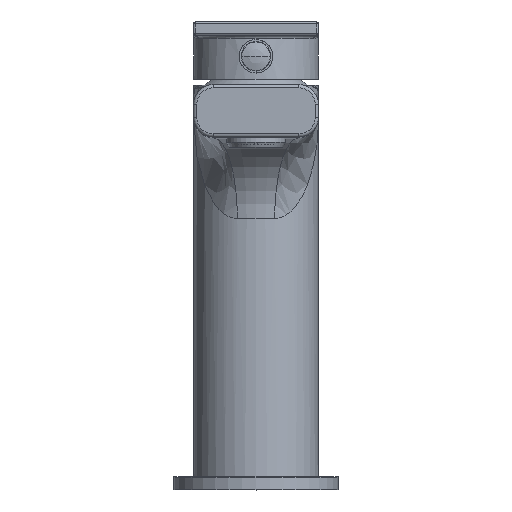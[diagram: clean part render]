
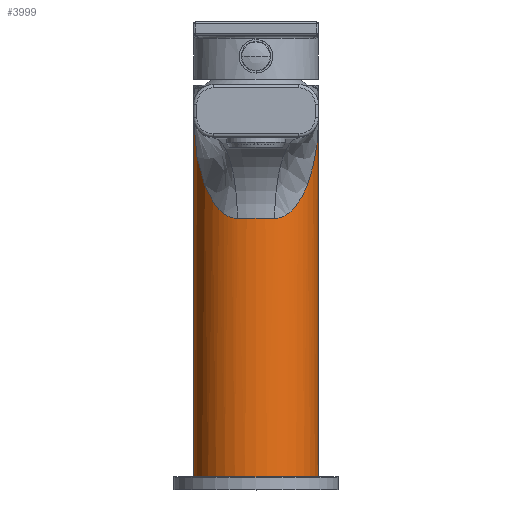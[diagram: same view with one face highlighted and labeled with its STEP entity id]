
A CAD part, top view. The second image highlights one B-rep face of the part: STEP entity #3999.
In plain terms, the highlighted cylindrical face has radius 19 mm (diameter 38 mm), a partial arc.
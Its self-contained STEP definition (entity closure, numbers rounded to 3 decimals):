
#15=DIRECTION('',(0.,1.,0.));
#16=VECTOR('',#15,109.);
#17=CARTESIAN_POINT('',(19.,0.,0.));
#18=LINE('',#17,#16);
#19=CARTESIAN_POINT('',(0.,0.,0.));
#20=DIRECTION('',(0.,-1.,0.));
#21=DIRECTION('',(1.,0.,0.));
#22=AXIS2_PLACEMENT_3D('',#19,#20,#21);
#24=DIRECTION('',(0.,1.,0.));
#25=VECTOR('',#24,109.);
#26=CARTESIAN_POINT('',(-19.,0.,0.));
#27=LINE('',#26,#25);
#28=CARTESIAN_POINT('',(-19.,109.,0.));
#29=CARTESIAN_POINT('',(-19.,107.939,0.553));
#30=CARTESIAN_POINT('',(-18.952,105.917,1.608));
#31=CARTESIAN_POINT('',(-18.773,103.195,3.031));
#32=CARTESIAN_POINT('',(-18.518,100.752,4.314));
#33=CARTESIAN_POINT('',(-18.198,98.491,5.506));
#34=CARTESIAN_POINT('',(-17.807,96.307,6.666));
#35=CARTESIAN_POINT('',(-17.331,94.154,7.82));
#36=CARTESIAN_POINT('',(-16.777,92.073,8.947));
#37=CARTESIAN_POINT('',(-16.161,90.13,10.015));
#38=CARTESIAN_POINT('',(-15.516,88.396,10.985));
#39=CARTESIAN_POINT('',(-14.876,86.906,11.834));
#40=CARTESIAN_POINT('',(-14.248,85.624,12.581));
#41=CARTESIAN_POINT('',(-13.615,84.482,13.263));
#42=CARTESIAN_POINT('',(-12.971,83.456,13.893));
#43=CARTESIAN_POINT('',(-12.335,82.563,14.46));
#44=CARTESIAN_POINT('',(-11.719,81.801,14.962));
#45=CARTESIAN_POINT('',(-11.114,81.141,15.417));
#46=CARTESIAN_POINT('',(-10.492,80.547,15.846));
#47=CARTESIAN_POINT('',(-9.831,80.004,16.265));
#48=CARTESIAN_POINT('',(-9.13,79.525,16.669));
#49=CARTESIAN_POINT('',(-8.387,79.119,17.056));
#50=CARTESIAN_POINT('',(-7.605,78.802,17.419));
#51=CARTESIAN_POINT('',(-6.745,78.572,17.772));
#52=CARTESIAN_POINT('',(-6.051,78.5,18.015));
#53=CARTESIAN_POINT('',(-5.678,78.5,18.132));
#55=CARTESIAN_POINT('',(0.,78.5,0.));
#56=DIRECTION('',(0.,1.,0.));
#57=DIRECTION('',(-0.299,0.,0.954));
#58=AXIS2_PLACEMENT_3D('',#55,#56,#57);
#60=CARTESIAN_POINT('',(5.678,78.5,18.132));
#61=CARTESIAN_POINT('',(6.044,78.5,18.017));
#62=CARTESIAN_POINT('',(6.749,78.569,17.772));
#63=CARTESIAN_POINT('',(7.717,78.833,17.372));
#64=CARTESIAN_POINT('',(8.634,79.236,16.935));
#65=CARTESIAN_POINT('',(9.492,79.754,16.468));
#66=CARTESIAN_POINT('',(10.287,80.363,15.983));
#67=CARTESIAN_POINT('',(11.025,81.045,15.483));
#68=CARTESIAN_POINT('',(11.739,81.819,14.949));
#69=CARTESIAN_POINT('',(12.454,82.718,14.359));
#70=CARTESIAN_POINT('',(13.155,83.732,13.721));
#71=CARTESIAN_POINT('',(13.829,84.85,13.041));
#72=CARTESIAN_POINT('',(14.503,86.12,12.29));
#73=CARTESIAN_POINT('',(15.204,87.637,11.415));
#74=CARTESIAN_POINT('',(15.91,89.418,10.411));
#75=CARTESIAN_POINT('',(16.561,91.353,9.341));
#76=CARTESIAN_POINT('',(17.134,93.373,8.241));
#77=CARTESIAN_POINT('',(17.631,95.463,7.117));
#78=CARTESIAN_POINT('',(18.059,97.653,5.95));
#79=CARTESIAN_POINT('',(18.427,100.02,4.699));
#80=CARTESIAN_POINT('',(18.73,102.674,3.304));
#81=CARTESIAN_POINT('',(18.944,105.655,1.745));
#82=CARTESIAN_POINT('',(19.,107.851,0.599));
#83=CARTESIAN_POINT('',(19.,109.,0.));
#3425=CARTESIAN_POINT('',(19.,0.,0.));
#3426=CARTESIAN_POINT('',(-19.,0.,0.));
#3427=VERTEX_POINT('',#3425);
#3428=VERTEX_POINT('',#3426);
#3429=CARTESIAN_POINT('',(19.,109.,0.));
#3430=VERTEX_POINT('',#3429);
#3431=CARTESIAN_POINT('',(-19.,109.,0.));
#3432=VERTEX_POINT('',#3431);
#3433=VERTEX_POINT('',#60);
#3435=CARTESIAN_POINT('',(-5.678,78.5,18.132));
#3436=VERTEX_POINT('',#3435);
#3981=CARTESIAN_POINT('',(0.,-5.95,0.));
#3982=DIRECTION('',(0.,1.,0.));
#3983=DIRECTION('',(1.,0.,0.));
#3984=AXIS2_PLACEMENT_3D('',#3981,#3982,#3983);
#3985=CYLINDRICAL_SURFACE('',#3984,19.);
#3987=ORIENTED_EDGE('',*,*,#3986,.F.);
#3988=ORIENTED_EDGE('',*,*,#3968,.T.);
#3990=ORIENTED_EDGE('',*,*,#3989,.T.);
#3992=ORIENTED_EDGE('',*,*,#3991,.T.);
#3994=ORIENTED_EDGE('',*,*,#3993,.T.);
#3996=ORIENTED_EDGE('',*,*,#3995,.T.);
#3997=EDGE_LOOP('',(#3987,#3988,#3990,#3992,#3994,#3996));
#3998=FACE_OUTER_BOUND('',#3997,.F.);
#3999=ADVANCED_FACE('',(#3998),#3985,.T.);
#23=CIRCLE('',#22,19.);
#54=B_SPLINE_CURVE_WITH_KNOTS('',3,(#28,#29,#30,#31,#32,#33,#34,#35,#36,#37,#38,
#39,#40,#41,#42,#43,#44,#45,#46,#47,#48,#49,#50,#51,#52,#53),.UNSPECIFIED.,.F.,
.F.,(4,1,1,1,1,1,1,1,1,1,1,1,1,1,1,1,1,1,1,1,1,1,1,4),(0.,0.043,
0.087,0.13,0.174,0.217,
0.261,0.304,0.348,0.391,
0.435,0.478,0.522,0.565,
0.609,0.652,0.696,0.739,
0.783,0.826,0.87,0.913,
0.957,1.),.UNSPECIFIED.);
#59=CIRCLE('',#58,19.);
#84=B_SPLINE_CURVE_WITH_KNOTS('',3,(#60,#61,#62,#63,#64,#65,#66,#67,#68,#69,#70,
#71,#72,#73,#74,#75,#76,#77,#78,#79,#80,#81,#82,#83),.UNSPECIFIED.,.F.,.F.,(4,1,
1,1,1,1,1,1,1,1,1,1,1,1,1,1,1,1,1,1,1,4),(0.,0.048,
0.095,0.143,0.19,0.238,
0.286,0.333,0.381,0.429,
0.476,0.524,0.571,0.619,
0.667,0.714,0.762,0.81,
0.857,0.905,0.952,1.),.UNSPECIFIED.);
#3968=EDGE_CURVE('',#3427,#3428,#23,.T.);
#3986=EDGE_CURVE('',#3427,#3430,#18,.T.);
#3989=EDGE_CURVE('',#3428,#3432,#27,.T.);
#3991=EDGE_CURVE('',#3432,#3436,#54,.T.);
#3993=EDGE_CURVE('',#3436,#3433,#59,.T.);
#3995=EDGE_CURVE('',#3433,#3430,#84,.T.);
